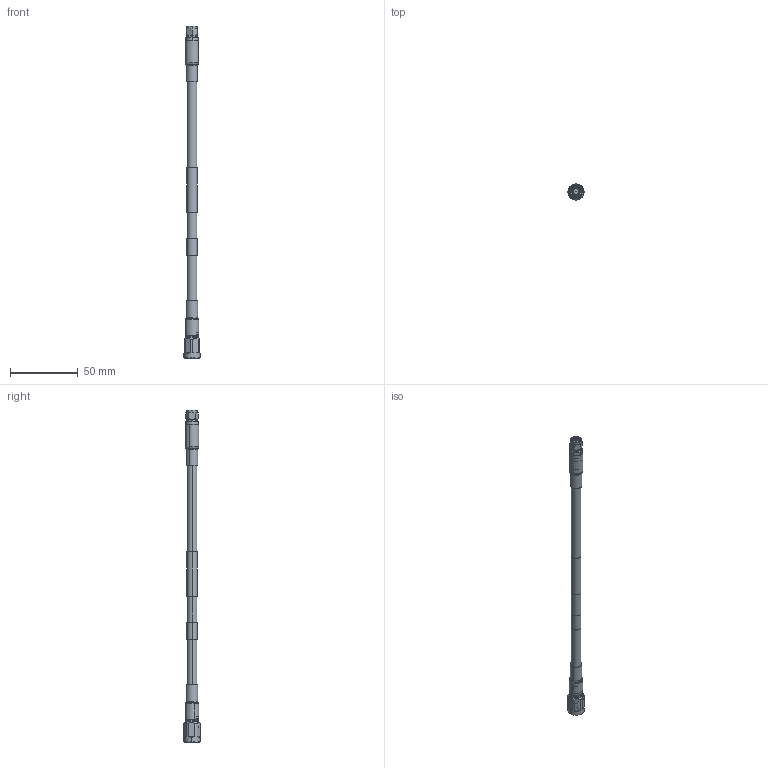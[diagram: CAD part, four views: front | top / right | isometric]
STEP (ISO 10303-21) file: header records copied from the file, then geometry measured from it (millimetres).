
FILE_DESCRIPTION (( 'STEP AP214' ), '1' );
FILE_NAME ('FMCA1928_3D.step', '2025-07-24T19:22:58', ( '' ), ( '' ), 'SwSTEP 2.0', 'SolidWorks 2022', '' );
FILE_SCHEMA (( 'AUTOMOTIVE_DESIGN' ));
Length unit declared in the file: inch
Products named in the file (6): FMCA1928_3D; HeatShrink_CA-300_3; TC-250-NX10M-LP-LC; spp-250-llpl_WITH LABEL & PIM; HeatShrink_CA-300_3_LONG; TC-SPP250-SM-LP_默认
Assembly tree (5 placements, depth 2):
  FMCA1928_3D
    spp-250-llpl_WITH LABEL & PIM
    HeatShrink_CA-300_3
    TC-250-NX10M-LP-LC
    HeatShrink_CA-300_3_LONG
    TC-SPP250-SM-LP_默认
Bounding box: 11.89 x 11.9 x 244.98 mm (x, y, z)
Volume: 11781.2 mm3; surface area: 11156.5 mm2
Topology: 7 solids, 7 shells, 373 faces, 823 edges, 495 vertices
Faces by surface type: cone 124, cylinder 122, plane 87, torus 40
Entity records: 11021 total; most frequent: CARTESIAN_POINT 2250, DIRECTION 1916, ORIENTED_EDGE 1646, EDGE_CURVE 823, AXIS2_PLACEMENT_3D 802, VERTEX_POINT 495, CIRCLE 421, EDGE_LOOP 408
